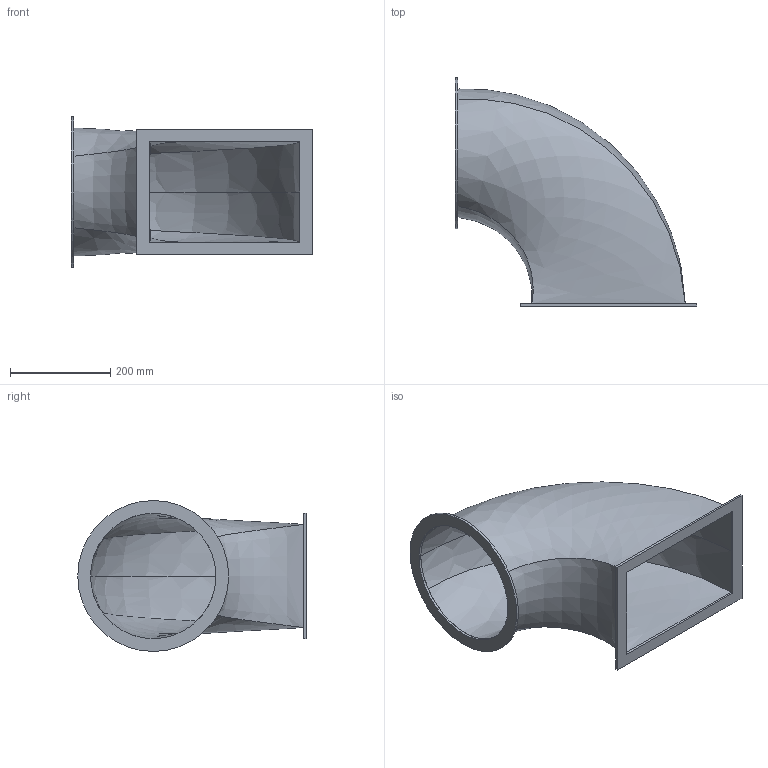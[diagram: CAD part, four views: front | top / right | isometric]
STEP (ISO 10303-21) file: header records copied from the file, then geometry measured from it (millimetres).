
FILE_DESCRIPTION(('FreeCAD Model'),'2;1');
FILE_NAME('Open CASCADE Shape Model','2024-08-10T18:44:39',(''),(''), 'Open CASCADE STEP processor 7.6','FreeCAD','Unknown');
FILE_SCHEMA(('AUTOMOTIVE_DESIGN { 1 0 10303 214 1 1 1 1 }'));
Length unit declared in the file: millimetre
Products named in the file (4): Duct_curved_rectangular_circular_complete_R02; Duct_; Flange_01_rectangular; Flange_02_circular
Assembly tree (3 placements, depth 2):
  Duct_curved_rectangular_circular_complete_R02
    Duct_
    Flange_01_rectangular
    Flange_02_circular
Bounding box: 480.4 x 455.4 x 300.8 mm (x, y, z)
Volume: 1530443.2 mm3; surface area: 961535.1 mm2
Topology: 3 solids, 3 shells, 26 faces, 60 edges, 40 vertices
Faces by surface type: plane 14, bspline 10, cylinder 2
Full cylindrical faces by diameter (mm): 250 x1, 300.8 x1
Entity records: 1981 total; most frequent: CARTESIAN_POINT 1368, ORIENTED_EDGE 120, DIRECTION 74, EDGE_CURVE 60, VERTEX_POINT 40, FACE_BOUND 32, EDGE_LOOP 32, B_SPLINE_CURVE_WITH_KNOTS 30
